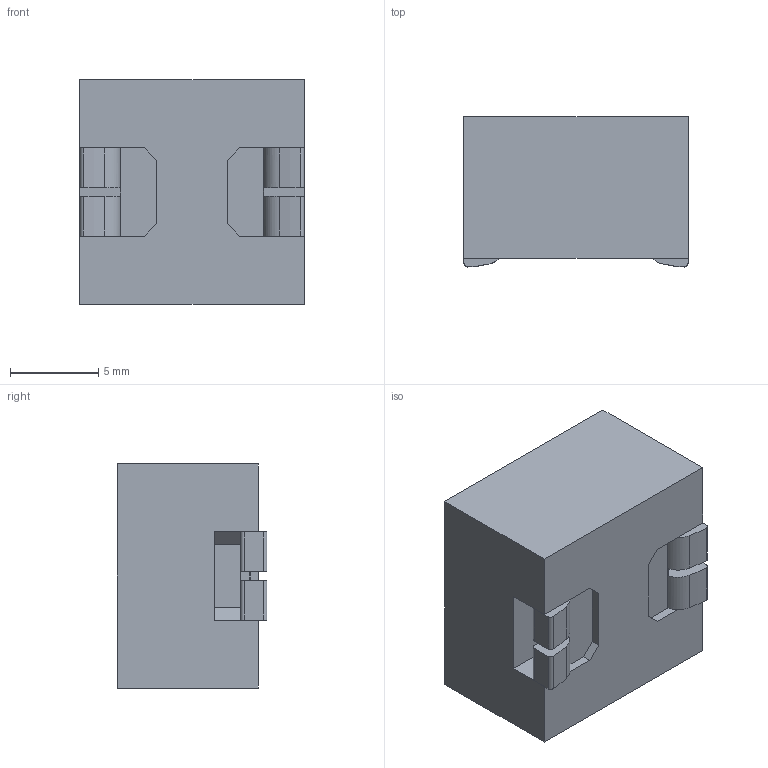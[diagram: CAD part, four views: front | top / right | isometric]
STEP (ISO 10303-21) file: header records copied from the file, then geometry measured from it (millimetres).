
FILE_DESCRIPTION (( 'STEP AP214' ), '1' );
FILE_NAME ('User Library-SRR1208.STEP', '2017-07-15T14:04:36', ( 'Windows User' ), ( '' ), 'SwSTEP 2.0', 'SolidWorks 2017', '' );
FILE_SCHEMA (( 'AUTOMOTIVE_DESIGN' ));
Length unit declared in the file: millimetre
Products named in the file (1): User Library-SRR1208
Bounding box: 12.7 x 8.49 x 12.7 mm (x, y, z)
Volume: 1207.6 mm3; surface area: 941.6 mm2
Topology: 5 solids, 5 shells, 81 faces, 207 edges, 138 vertices
Faces by surface type: plane 54, cylinder 21, bspline 6
Entity records: 3456 total; most frequent: CARTESIAN_POINT 529, ORIENTED_EDGE 414, DIRECTION 385, EDGE_CURVE 207, LINE 149, VECTOR 149, VERTEX_POINT 138, AXIS2_PLACEMENT_3D 118
